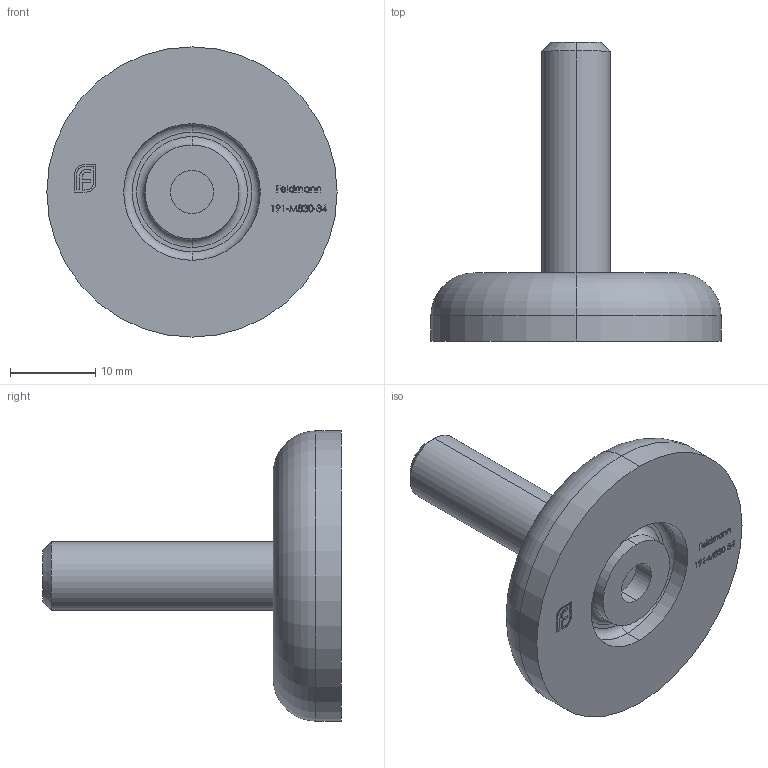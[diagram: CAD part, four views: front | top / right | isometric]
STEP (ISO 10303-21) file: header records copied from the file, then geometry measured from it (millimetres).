
FILE_DESCRIPTION (( 'STEP AP203' ), '1' );
FILE_NAME ('191-M830-34.step', '2021-01-29T09:05:07', ( '' ), ( '' ), 'SwSTEP 2.0', 'SolidWorks 2018', '' );
FILE_SCHEMA (( 'CONFIG_CONTROL_DESIGN' ));
Length unit declared in the file: millimetre
Products named in the file (2): 191-M830-34
Bounding box: 34 x 35 x 34 mm (x, y, z)
Volume: 7663.6 mm3; surface area: 3597.3 mm2
Topology: 2 solids, 2 shells, 316 faces, 832 edges, 552 vertices
Faces by surface type: plane 165, bspline 131, cylinder 12, torus 6, cone 2
Entity records: 16009 total; most frequent: CARTESIAN_POINT 8905, ORIENTED_EDGE 1664, DIRECTION 982, EDGE_CURVE 832, VERTEX_POINT 552, VECTOR 532, LINE 532, EDGE_LOOP 348
